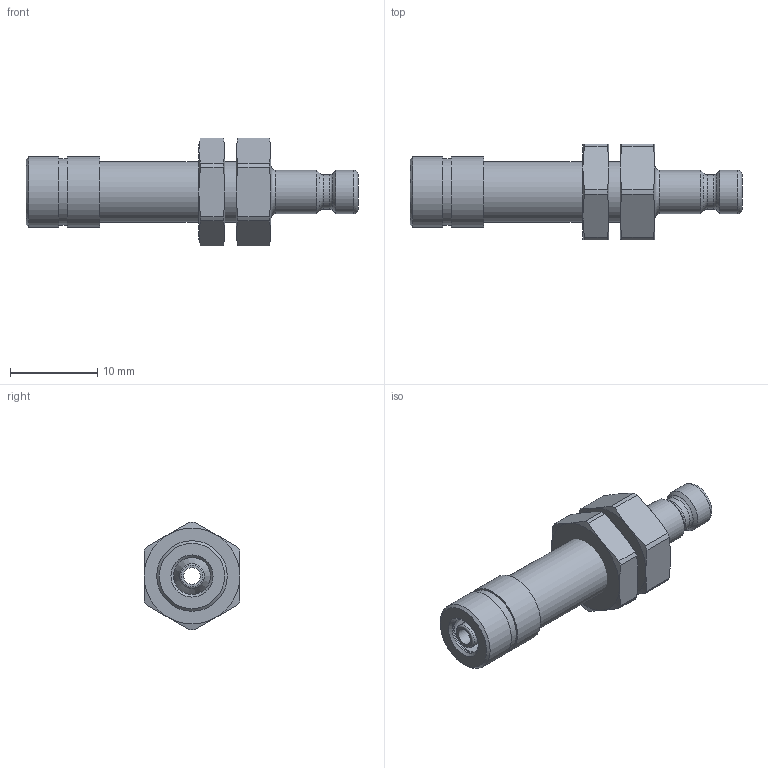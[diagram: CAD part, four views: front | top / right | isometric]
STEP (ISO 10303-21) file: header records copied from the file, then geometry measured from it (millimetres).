
FILE_DESCRIPTION((''),'2;1');
FILE_NAME('20sfks04mxn.stp','2014-09-19T08:27:28',('MS049480'),(''),'Autodesk Inventor 2013','Autodesk Inventor 2013','');
FILE_SCHEMA(('AUTOMOTIVE_DESIGN { 1 0 10303 214 1 1 1 1 }'));
Length unit declared in the file: millimetre
Products named in the file (4): D111896; D111892; D104103; D111898
Assembly tree (3 placements, depth 2):
  D111896
    D111892
    D104103
    D111898
Bounding box: 38.16 x 11 x 12.4 mm (x, y, z)
Volume: 1527.9 mm3; surface area: 1982.3 mm2
Topology: 3 solids, 3 shells, 92 faces, 194 edges, 114 vertices
Faces by surface type: cone 33, cylinder 27, plane 24, torus 8
Full cylindrical faces by diameter (mm): 1.95 x1, 2.7 x1, 2.85 x1, 3.5 x1, 3.95 x1, 4.25 x1, 5 x2, 6.2 x1, 6.459 x1, 6.5 x1, 7 x1, 7.7 x1, 8.1 x2
Entity records: 2373 total; most frequent: CARTESIAN_POINT 471, DIRECTION 402, ORIENTED_EDGE 324, AXIS2_PLACEMENT_3D 189, EDGE_CURVE 162, EDGE_LOOP 136, VERTEX_POINT 114, FACE_OUTER_BOUND 92
